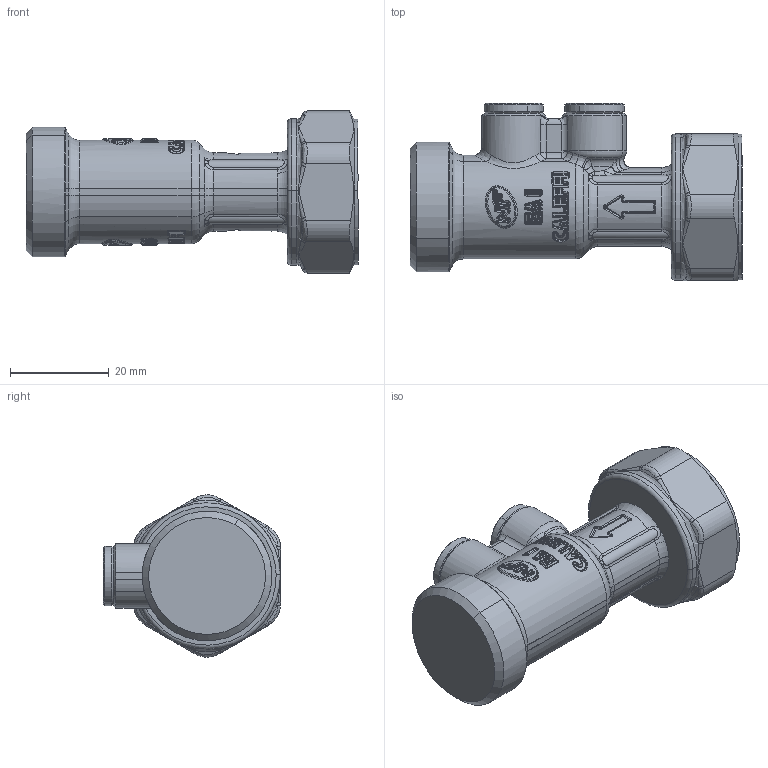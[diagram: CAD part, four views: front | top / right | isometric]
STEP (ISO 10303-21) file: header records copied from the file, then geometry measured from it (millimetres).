
FILE_DESCRIPTION(('CATIA V5 STEP Exchange','CAx-IF Rec.Pracs.--- Model Styling and Organization---1.4--- 2014-01-23','CAx-IF Rec.Pracs.---3D Tessellated Data Validation Properties---0.5---2014-09-14'),'2;1');
FILE_NAME('STEP_304601_-_TST.stp','2022-05-12T09:49:12+00:00',('none'),('none'),'CATIA Version 5-6 Release 2019 SP3','CATIA V5 STEP AP242 v1','none');
FILE_SCHEMA(('AP242_MANAGED_MODEL_BASED_3D_ENGINEERING_MIM_LF {1 0 10303 442 1 1 4}'));
Products named in the file (1): 304601 - TST
Bounding box: 67.3 x 35.9 x 32.89 mm (x, y, z)
Volume: 31314.6 mm3; surface area: 7579.4 mm2
Topology: 1 solids, 1 shells, 1865 faces, 4366 edges, 2340 vertices
Faces by surface type: bspline 1294, cylinder 231, sphere 166, plane 83, torus 44, cone 34, extrusion 13
Entity records: 124603 total; most frequent: CARTESIAN_POINT 94879, ORIENTED_EDGE 8346, EDGE_CURVE 4173, B_SPLINE_CURVE_WITH_KNOTS 3312, VERTEX_POINT 2340, EDGE_LOOP 1895, ADVANCED_FACE 1865, FACE_OUTER_BOUND 1865
